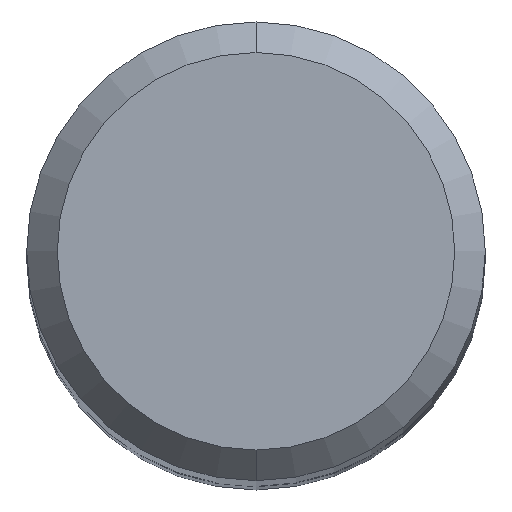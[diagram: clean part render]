
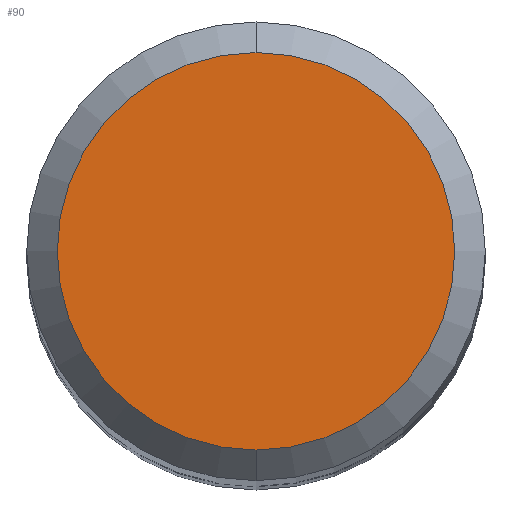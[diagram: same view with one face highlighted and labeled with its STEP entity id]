
A CAD part, top view. The second image highlights one B-rep face of the part: STEP entity #90.
In plain terms, the highlighted planar face has unit normal (0, 0, 1).
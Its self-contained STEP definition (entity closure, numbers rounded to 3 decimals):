
#90=ADVANCED_FACE('',(#212),#213,.T.);
#122=VERTEX_POINT('',#248);
#144=EDGE_CURVE('',#122,#174,#273,.T.);
#168=EDGE_CURVE('',#174,#122,#300,.T.);
#174=VERTEX_POINT('',#306);
#212=FACE_OUTER_BOUND('',#339,.T.);
#213=PLANE('',#340);
#248=CARTESIAN_POINT('',(0.,-2.6,0.01));
#273=CIRCLE('',#420,2.6);
#300=CIRCLE('',#451,2.6);
#306=CARTESIAN_POINT('',(0.0,2.6,0.01));
#339=EDGE_LOOP('',(#485,#486));
#340=AXIS2_PLACEMENT_3D('',#487,#488,#489);
#420=AXIS2_PLACEMENT_3D('',#562,#563,#564);
#451=AXIS2_PLACEMENT_3D('',#592,#593,#594);
#485=ORIENTED_EDGE('',*,*,#168,.F.);
#486=ORIENTED_EDGE('',*,*,#144,.F.);
#487=CARTESIAN_POINT('',(0.0,1.3,0.01));
#488=DIRECTION('',(-0.0,0.0,1.0));
#489=DIRECTION('',(0.0,-1.0,0.0));
#562=CARTESIAN_POINT('',(0.0,0.0,0.01));
#563=DIRECTION('',(0.0,0.0,-1.0));
#564=DIRECTION('',(0.0,1.0,0.0));
#592=CARTESIAN_POINT('',(0.0,0.0,0.01));
#593=DIRECTION('',(0.0,0.0,-1.0));
#594=DIRECTION('',(0.0,1.0,0.0));
